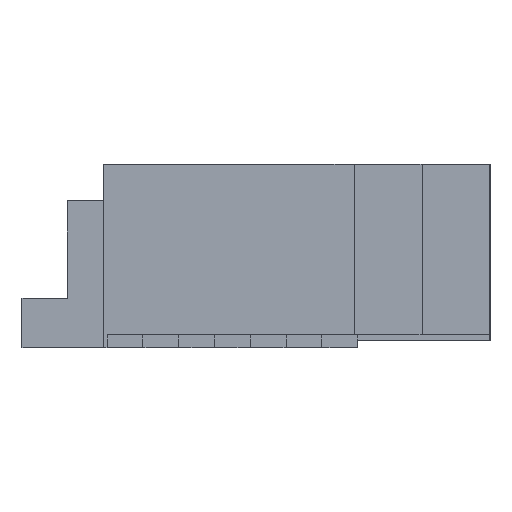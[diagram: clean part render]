
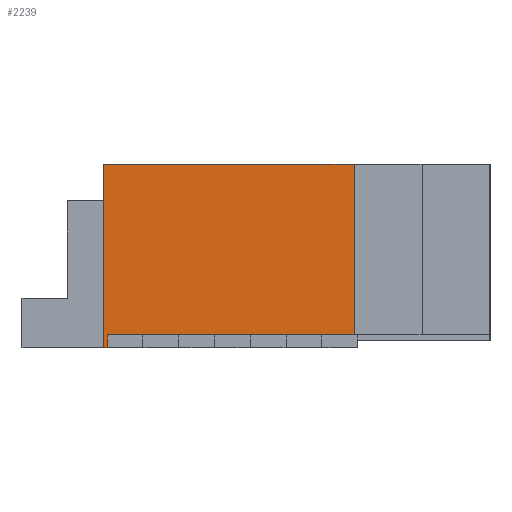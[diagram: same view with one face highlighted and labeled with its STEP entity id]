
A CAD part, left-side view. The second image highlights one B-rep face of the part: STEP entity #2239.
In plain terms, the highlighted planar face has unit normal (-1, 0, 0).
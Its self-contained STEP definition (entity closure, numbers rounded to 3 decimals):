
#40 = VERTEX_POINT('',#41);
#41 = CARTESIAN_POINT('',(-14.435,0.8,2.56));
#47 = EDGE_CURVE('',#48,#40,#50,.T.);
#48 = VERTEX_POINT('',#49);
#49 = CARTESIAN_POINT('',(-14.435,0.8,0.));
#50 = LINE('',#51,#52);
#51 = CARTESIAN_POINT('',(-14.435,0.8,0.));
#52 = VECTOR('',#53,1.);
#53 = DIRECTION('',(0.,0.,1.));
#923 = VERTEX_POINT('',#924);
#924 = CARTESIAN_POINT('',(-14.435,0.75,0.));
#930 = EDGE_CURVE('',#48,#923,#931,.T.);
#931 = LINE('',#932,#933);
#932 = CARTESIAN_POINT('',(-14.435,0.8,0.));
#933 = VECTOR('',#934,1.);
#934 = DIRECTION('',(0.,-1.,0.));
#2239 = ADVANCED_FACE('',(#2240),#2274,.F.);
#2240 = FACE_BOUND('',#2241,.F.);
#2241 = EDGE_LOOP('',(#2242,#2243,#2244,#2252,#2260,#2268));
#2242 = ORIENTED_EDGE('',*,*,#930,.F.);
#2243 = ORIENTED_EDGE('',*,*,#47,.T.);
#2244 = ORIENTED_EDGE('',*,*,#2245,.T.);
#2245 = EDGE_CURVE('',#40,#2246,#2248,.T.);
#2246 = VERTEX_POINT('',#2247);
#2247 = CARTESIAN_POINT('',(-14.435,-2.7,2.56));
#2248 = LINE('',#2249,#2250);
#2249 = CARTESIAN_POINT('',(-14.435,0.8,2.56));
#2250 = VECTOR('',#2251,1.);
#2251 = DIRECTION('',(0.,-1.,0.));
#2252 = ORIENTED_EDGE('',*,*,#2253,.F.);
#2253 = EDGE_CURVE('',#2254,#2246,#2256,.T.);
#2254 = VERTEX_POINT('',#2255);
#2255 = CARTESIAN_POINT('',(-14.435,-2.7,0.18));
#2256 = LINE('',#2257,#2258);
#2257 = CARTESIAN_POINT('',(-14.435,-2.7,0.));
#2258 = VECTOR('',#2259,1.);
#2259 = DIRECTION('',(0.,0.,1.));
#2260 = ORIENTED_EDGE('',*,*,#2261,.F.);
#2261 = EDGE_CURVE('',#2262,#2254,#2264,.T.);
#2262 = VERTEX_POINT('',#2263);
#2263 = CARTESIAN_POINT('',(-14.435,0.75,0.18));
#2264 = LINE('',#2265,#2266);
#2265 = CARTESIAN_POINT('',(-14.435,-0.1,0.18));
#2266 = VECTOR('',#2267,1.);
#2267 = DIRECTION('',(0.,-1.,0.));
#2268 = ORIENTED_EDGE('',*,*,#2269,.T.);
#2269 = EDGE_CURVE('',#2262,#923,#2270,.T.);
#2270 = LINE('',#2271,#2272);
#2271 = CARTESIAN_POINT('',(-14.435,0.75,0.));
#2272 = VECTOR('',#2273,1.);
#2273 = DIRECTION('',(-0.,0.,-1.));
#2274 = PLANE('',#2275);
#2275 = AXIS2_PLACEMENT_3D('',#2276,#2277,#2278);
#2276 = CARTESIAN_POINT('',(-14.435,0.8,0.));
#2277 = DIRECTION('',(1.,0.,0.));
#2278 = DIRECTION('',(0.,-1.,0.));
